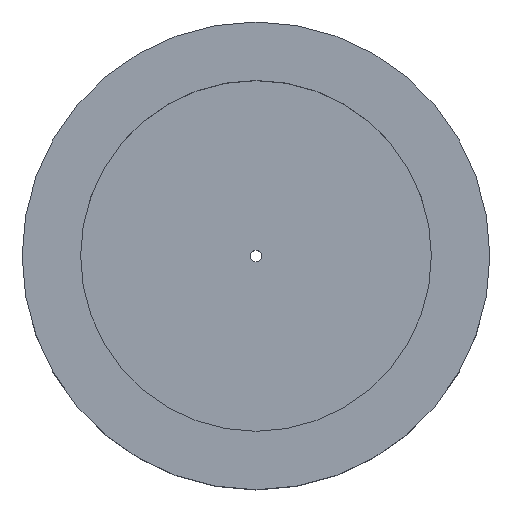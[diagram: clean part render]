
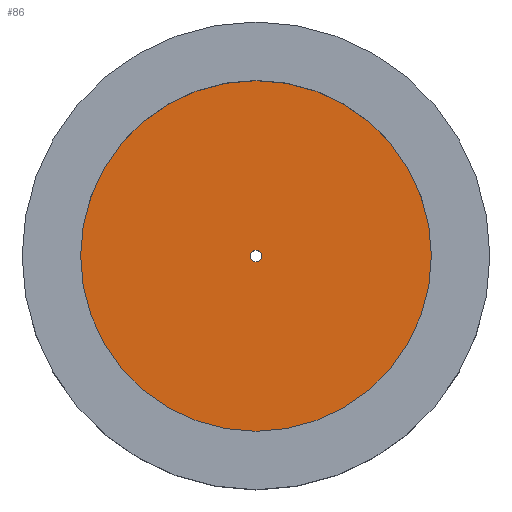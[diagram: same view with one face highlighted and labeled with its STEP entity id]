
A CAD part, top view. The second image highlights one B-rep face of the part: STEP entity #86.
In plain terms, the highlighted planar face has unit normal (0, 0, 1).
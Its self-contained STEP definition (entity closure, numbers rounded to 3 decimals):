
#15=FACE_BOUND('',#30,.T.);
#18=PLANE('',#110);
#23=FACE_OUTER_BOUND('',#29,.T.);
#29=EDGE_LOOP('',(#71));
#30=EDGE_LOOP('',(#72));
#43=CIRCLE('',#106,0.2);
#45=CIRCLE('',#109,6.);
#49=VERTEX_POINT('',#149);
#51=VERTEX_POINT('',#155);
#56=EDGE_CURVE('',#49,#49,#43,.T.);
#59=EDGE_CURVE('',#51,#51,#45,.T.);
#71=ORIENTED_EDGE('',*,*,#59,.F.);
#72=ORIENTED_EDGE('',*,*,#56,.T.);
#86=ADVANCED_FACE('',(#23,#15),#18,.T.);
#106=AXIS2_PLACEMENT_3D('',#151,#123,#124);
#109=AXIS2_PLACEMENT_3D('',#157,#130,#131);
#110=AXIS2_PLACEMENT_3D('',#158,#132,#133);
#123=DIRECTION('center_axis',(0.,0.,-1.));
#124=DIRECTION('ref_axis',(1.,0.,0.));
#130=DIRECTION('center_axis',(0.,0.,-1.));
#131=DIRECTION('ref_axis',(-1.,0.,0.));
#132=DIRECTION('center_axis',(0.,0.,1.));
#133=DIRECTION('ref_axis',(-1.,0.,0.));
#149=CARTESIAN_POINT('',(-0.2,0.,1.5));
#151=CARTESIAN_POINT('Origin',(0.,0.,1.5));
#155=CARTESIAN_POINT('',(6.,0.,1.5));
#157=CARTESIAN_POINT('Origin',(0.,0.,1.5));
#158=CARTESIAN_POINT('Origin',(0.,0.,1.5));
